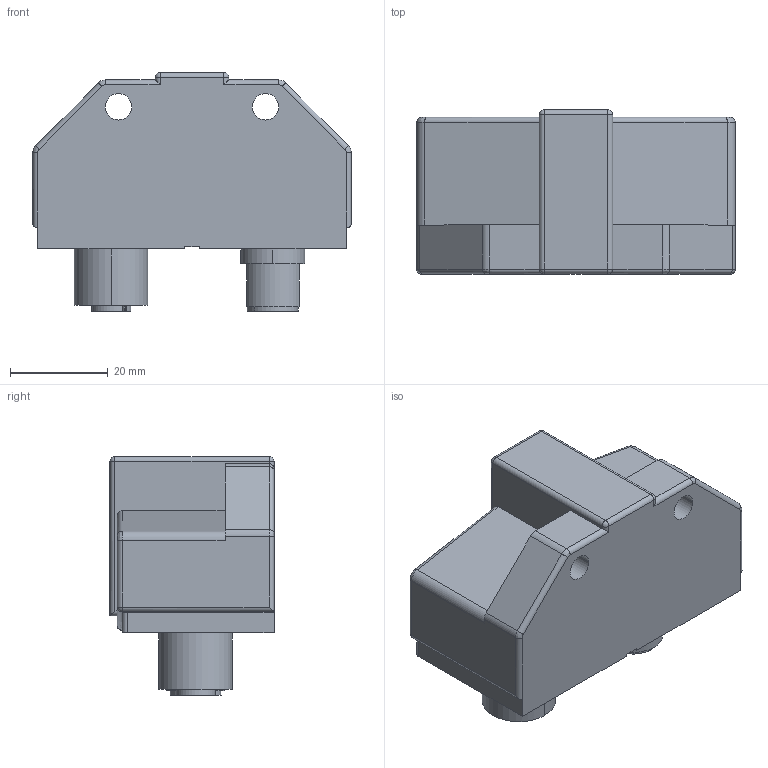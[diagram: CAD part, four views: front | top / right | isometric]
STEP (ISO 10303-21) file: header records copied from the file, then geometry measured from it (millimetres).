
FILE_DESCRIPTION((''),'2;1');
FILE_NAME('DM_CAD-0839D_KPL_SW0001','2021-02-18T07:33:01',('creinig-se'),(''),'CREO PARAMETRIC BY PTC INC, 2019292','CREO PARAMETRIC BY PTC INC, 2019292','');
FILE_SCHEMA(('CONFIG_CONTROL_DESIGN','SHAPE_APPEARANCE_LAYERS_GROUPS'));
Length unit declared in the file: millimetre
Products named in the file (1): DM_CAD-0839D_KPL_SW0001
Bounding box: 65 x 33.5 x 48.75 mm (x, y, z)
Volume: 59366.2 mm3; surface area: 12843.9 mm2
Topology: 2 solids, 2 shells, 216 faces, 637 edges, 543 vertices
Faces by surface type: cylinder 112, plane 68, bspline 14, torus 8, cone 8, sphere 6
Entity records: 9049 total; most frequent: CARTESIAN_POINT 1776, DIRECTION 1309, ORIENTED_EDGE 1060, EDGE_CURVE 530, AXIS2_PLACEMENT_3D 497, VERTEX_POINT 337, VECTOR 315, LINE 315
